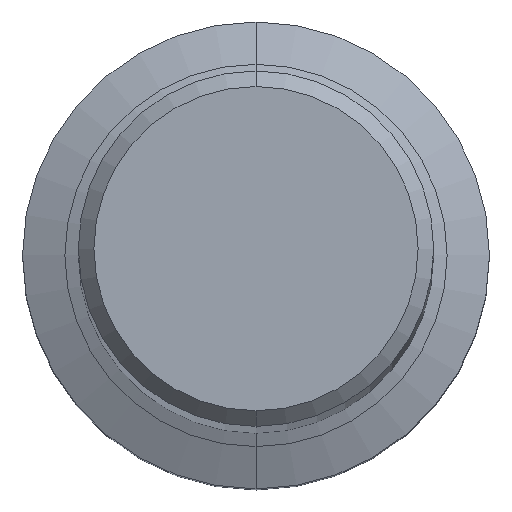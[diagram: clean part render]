
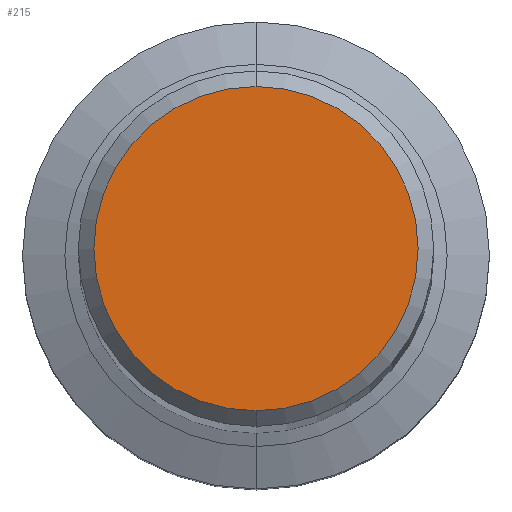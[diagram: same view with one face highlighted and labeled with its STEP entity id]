
A CAD part, top view. The second image highlights one B-rep face of the part: STEP entity #215.
In plain terms, the highlighted planar face has unit normal (0, 0, 1).
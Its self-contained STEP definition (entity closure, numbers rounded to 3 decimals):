
#215=ADVANCED_FACE('',(#572),#573,.T.);
#333=EDGE_CURVE('',#375,#407,#704,.T.);
#375=VERTEX_POINT('',#749);
#403=EDGE_CURVE('',#407,#375,#780,.T.);
#407=VERTEX_POINT('',#784);
#572=FACE_OUTER_BOUND('',#964,.T.);
#573=PLANE('',#965);
#704=CIRCLE('',#1254,6.25);
#749=CARTESIAN_POINT('',(0.0,6.25,0.0));
#780=CIRCLE('',#1367,6.25);
#784=CARTESIAN_POINT('',(0.,-6.25,0.0));
#964=EDGE_LOOP('',(#1733,#1734));
#965=AXIS2_PLACEMENT_3D('',#1735,#1736,#1737);
#1254=AXIS2_PLACEMENT_3D('',#1886,#1887,#1888);
#1367=AXIS2_PLACEMENT_3D('',#1965,#1966,#1967);
#1733=ORIENTED_EDGE('',*,*,#333,.F.);
#1734=ORIENTED_EDGE('',*,*,#403,.F.);
#1735=CARTESIAN_POINT('',(0.0,3.125,0.0));
#1736=DIRECTION('',(-0.0,0.0,1.0));
#1737=DIRECTION('',(0.0,-1.0,0.0));
#1886=CARTESIAN_POINT('',(0.0,0.0,0.0));
#1887=DIRECTION('',(0.0,0.0,-1.0));
#1888=DIRECTION('',(0.0,1.0,0.0));
#1965=CARTESIAN_POINT('',(0.0,0.0,0.0));
#1966=DIRECTION('',(0.0,0.0,-1.0));
#1967=DIRECTION('',(0.0,1.0,0.0));
